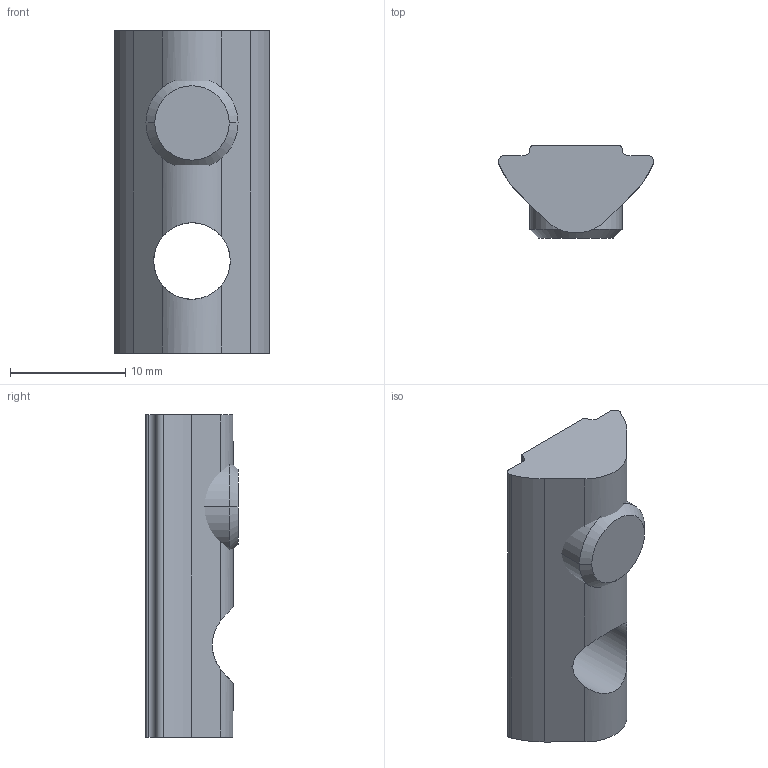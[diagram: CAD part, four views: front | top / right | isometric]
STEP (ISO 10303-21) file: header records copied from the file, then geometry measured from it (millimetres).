
FILE_DESCRIPTION (( 'STEP AP214' ), '1' );
FILE_NAME ('FIXE08E1238-Ecrou 8 St M8 à blocage.step', '2023-03-24T10:02:20', ( 'Altae' ), ( '' ), 'SwSTEP 2.0', 'SolidWorks 2021', '' );
FILE_SCHEMA (( 'AUTOMOTIVE_DESIGN' ));
Length unit declared in the file: millimetre
Products named in the file (1): FIXE08E1238-Ecrou 8 St M8 à blocage
Bounding box: 13.47 x 8 x 28 mm (x, y, z)
Volume: 1739.1 mm3; surface area: 1575.9 mm2
Topology: 2 solids, 2 shells, 41 faces, 111 edges, 71 vertices
Faces by surface type: cylinder 18, plane 17, cone 6
Entity records: 1432 total; most frequent: CARTESIAN_POINT 372, ORIENTED_EDGE 218, DIRECTION 207, EDGE_CURVE 109, AXIS2_PLACEMENT_3D 74, VERTEX_POINT 71, LINE 59, VECTOR 59
